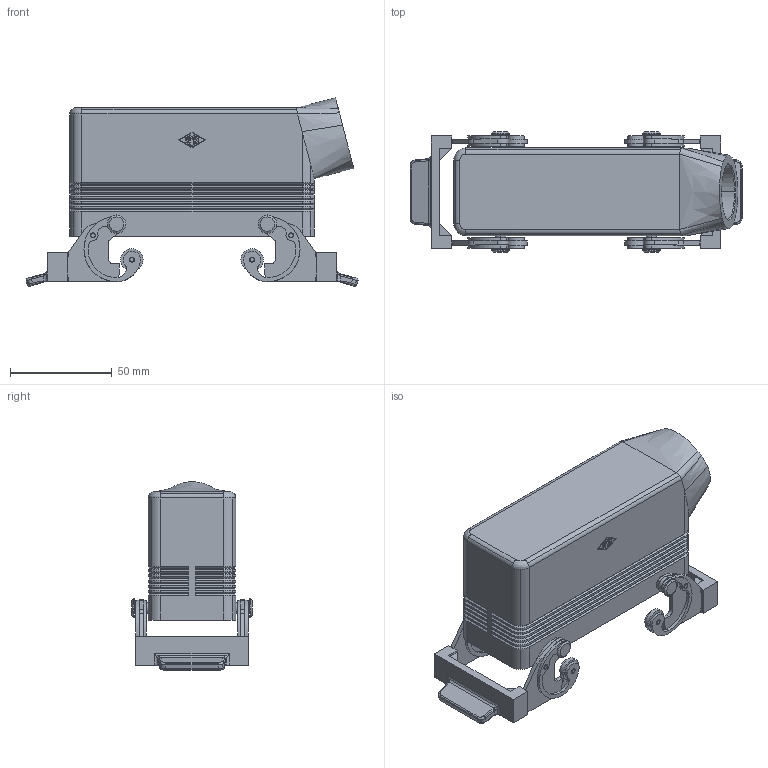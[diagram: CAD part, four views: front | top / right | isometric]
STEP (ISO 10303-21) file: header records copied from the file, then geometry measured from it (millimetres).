
FILE_DESCRIPTION((''),'2;1');
FILE_NAME('CHO 24 X.stp','2007-01-05T12:07:42',('gembarski'),(''),'Autodesk Inventor 7','Autodesk Inventor 7','');
FILE_SCHEMA(('AUTOMOTIVE_DESIGN { 1 0 10303 214 1 1 1 1 }'));
Length unit declared in the file: millimetre
Products named in the file (1): CHO Tüllengehäuse 2 Bügel für einen Einsatz
Bounding box: 162.87 x 59 x 92.46 mm (x, y, z)
Volume: 112761.8 mm3; surface area: 67865.5 mm2
Topology: 1 solids, 5 shells, 927 faces, 2333 edges, 1442 vertices
Faces by surface type: bspline 297, plane 275, cylinder 233, cone 102, torus 20
Entity records: 31234 total; most frequent: CARTESIAN_POINT 9296, ORIENTED_EDGE 4642, DIRECTION 4556, EDGE_CURVE 2321, AXIS2_PLACEMENT_3D 1624, VERTEX_POINT 1442, VECTOR 1308, LINE 1308
